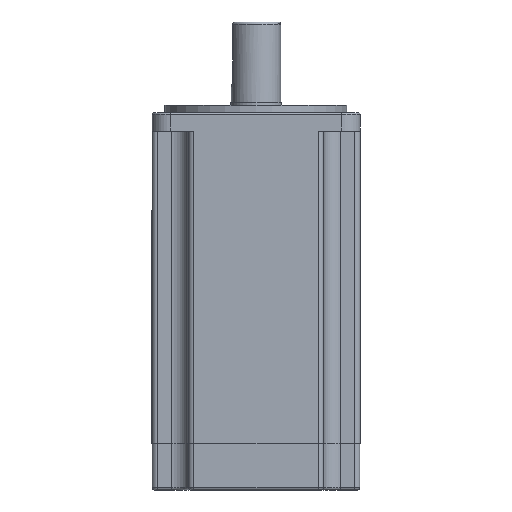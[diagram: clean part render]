
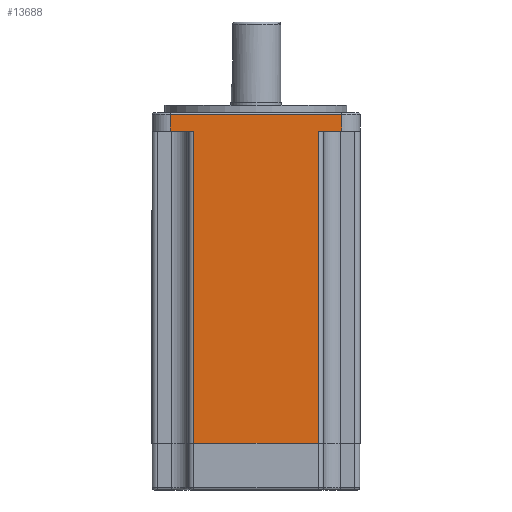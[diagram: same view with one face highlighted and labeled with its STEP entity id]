
A CAD part, front view. The second image highlights one B-rep face of the part: STEP entity #13688.
In plain terms, the highlighted planar face has unit normal (0, -1, 0).
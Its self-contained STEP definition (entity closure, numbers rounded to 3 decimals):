
#129 = ORIENTED_EDGE ( 'NONE', *, *, #49813, .T. ) ;
#291 = CARTESIAN_POINT ( 'NONE',  ( -33., -40., -7. ) ) ;
#1910 = ORIENTED_EDGE ( 'NONE', *, *, #20847, .F. ) ;
#2455 = LINE ( 'NONE', #17107, #23546 ) ;
#2963 = CARTESIAN_POINT ( 'NONE',  ( 24., -40., -127. ) ) ;
#4537 = DIRECTION ( 'NONE',  ( -1., 0., 0. ) ) ;
#4886 = CARTESIAN_POINT ( 'NONE',  ( -33., -40., -7. ) ) ;
#5123 = CARTESIAN_POINT ( 'NONE',  ( -33., -40., -7. ) ) ;
#5206 = EDGE_CURVE ( 'NONE', #40469, #28295, #39999, .T. ) ;
#5886 = VECTOR ( 'NONE', #20429, 1000. ) ;
#7696 = VERTEX_POINT ( 'NONE', #52648 ) ;
#9343 = DIRECTION ( 'NONE',  ( 0., 0., 1. ) ) ;
#10139 = CARTESIAN_POINT ( 'NONE',  ( 33., -40., -0.5 ) ) ;
#12254 = VECTOR ( 'NONE', #38949, 1000. ) ;
#12895 = ORIENTED_EDGE ( 'NONE', *, *, #29791, .T. ) ;
#13688 = ADVANCED_FACE ( 'NONE', ( #47054 ), #50670, .F. ) ;
#16437 = LINE ( 'NONE', #52888, #26263 ) ;
#16808 = ORIENTED_EDGE ( 'NONE', *, *, #54506, .F. ) ;
#16865 = LINE ( 'NONE', #30678, #12254 ) ;
#17107 = CARTESIAN_POINT ( 'NONE',  ( -33., -40., -0.5 ) ) ;
#17328 = ORIENTED_EDGE ( 'NONE', *, *, #47068, .F. ) ;
#17859 = VERTEX_POINT ( 'NONE', #33050 ) ;
#19955 = CARTESIAN_POINT ( 'NONE',  ( -24., -40., -127. ) ) ;
#20211 = VERTEX_POINT ( 'NONE', #10139 ) ;
#20429 = DIRECTION ( 'NONE',  ( -1., 0., 0. ) ) ;
#20632 = LINE ( 'NONE', #5123, #41653 ) ;
#20847 = EDGE_CURVE ( 'NONE', #37023, #42033, #20632, .T. ) ;
#23001 = VECTOR ( 'NONE', #43348, 1000. ) ;
#23546 = VECTOR ( 'NONE', #29933, 1000. ) ;
#23718 = CARTESIAN_POINT ( 'NONE',  ( 24., -40., -7. ) ) ;
#26242 = ORIENTED_EDGE ( 'NONE', *, *, #51409, .T. ) ;
#26263 = VECTOR ( 'NONE', #32906, 1000. ) ;
#26464 = CARTESIAN_POINT ( 'NONE',  ( -33., -40., -7. ) ) ;
#26499 = DIRECTION ( 'NONE',  ( -1., 0., 0. ) ) ;
#28295 = VERTEX_POINT ( 'NONE', #19955 ) ;
#28625 = AXIS2_PLACEMENT_3D ( 'NONE', #291, #29733, #4537 ) ;
#29002 = LINE ( 'NONE', #29416, #5886 ) ;
#29153 = CARTESIAN_POINT ( 'NONE',  ( 24., -40., -7. ) ) ;
#29416 = CARTESIAN_POINT ( 'NONE',  ( -33., -40., -7. ) ) ;
#29733 = DIRECTION ( 'NONE',  ( 0., 1., 0. ) ) ;
#29791 = EDGE_CURVE ( 'NONE', #17859, #20211, #16437, .T. ) ;
#29933 = DIRECTION ( 'NONE',  ( -1., 0., 0. ) ) ;
#30678 = CARTESIAN_POINT ( 'NONE',  ( -24., -40., -7. ) ) ;
#32906 = DIRECTION ( 'NONE',  ( 0., 0., 1. ) ) ;
#33050 = CARTESIAN_POINT ( 'NONE',  ( 33., -40., -7. ) ) ;
#34053 = ORIENTED_EDGE ( 'NONE', *, *, #5206, .F. ) ;
#37023 = VERTEX_POINT ( 'NONE', #4886 ) ;
#38105 = VECTOR ( 'NONE', #45337, 1000. ) ;
#38949 = DIRECTION ( 'NONE',  ( 0., 0., -1. ) ) ;
#39012 = VERTEX_POINT ( 'NONE', #29153 ) ;
#39533 = EDGE_LOOP ( 'NONE', ( #12895, #129, #1910, #16808, #26242, #34053, #51875, #17328 ) ) ;
#39999 = LINE ( 'NONE', #43549, #54496 ) ;
#40469 = VERTEX_POINT ( 'NONE', #2963 ) ;
#41653 = VECTOR ( 'NONE', #9343, 1000. ) ;
#42033 = VERTEX_POINT ( 'NONE', #51113 ) ;
#43348 = DIRECTION ( 'NONE',  ( -1., 0., 0. ) ) ;
#43549 = CARTESIAN_POINT ( 'NONE',  ( -26., -40., -127. ) ) ;
#45312 = LINE ( 'NONE', #26464, #23001 ) ;
#45337 = DIRECTION ( 'NONE',  ( 0., 0., 1. ) ) ;
#47054 = FACE_OUTER_BOUND ( 'NONE', #39533, .T. ) ;
#47068 = EDGE_CURVE ( 'NONE', #17859, #39012, #45312, .T. ) ;
#47301 = EDGE_CURVE ( 'NONE', #40469, #39012, #50566, .T. ) ;
#49813 = EDGE_CURVE ( 'NONE', #20211, #42033, #2455, .T. ) ;
#50566 = LINE ( 'NONE', #23718, #38105 ) ;
#50670 = PLANE ( 'NONE',  #28625 ) ;
#51113 = CARTESIAN_POINT ( 'NONE',  ( -33., -40., -0.5 ) ) ;
#51409 = EDGE_CURVE ( 'NONE', #7696, #28295, #16865, .T. ) ;
#51875 = ORIENTED_EDGE ( 'NONE', *, *, #47301, .T. ) ;
#52648 = CARTESIAN_POINT ( 'NONE',  ( -24., -40., -7. ) ) ;
#52888 = CARTESIAN_POINT ( 'NONE',  ( 33., -40., -7. ) ) ;
#54496 = VECTOR ( 'NONE', #26499, 1000. ) ;
#54506 = EDGE_CURVE ( 'NONE', #7696, #37023, #29002, .T. ) ;
